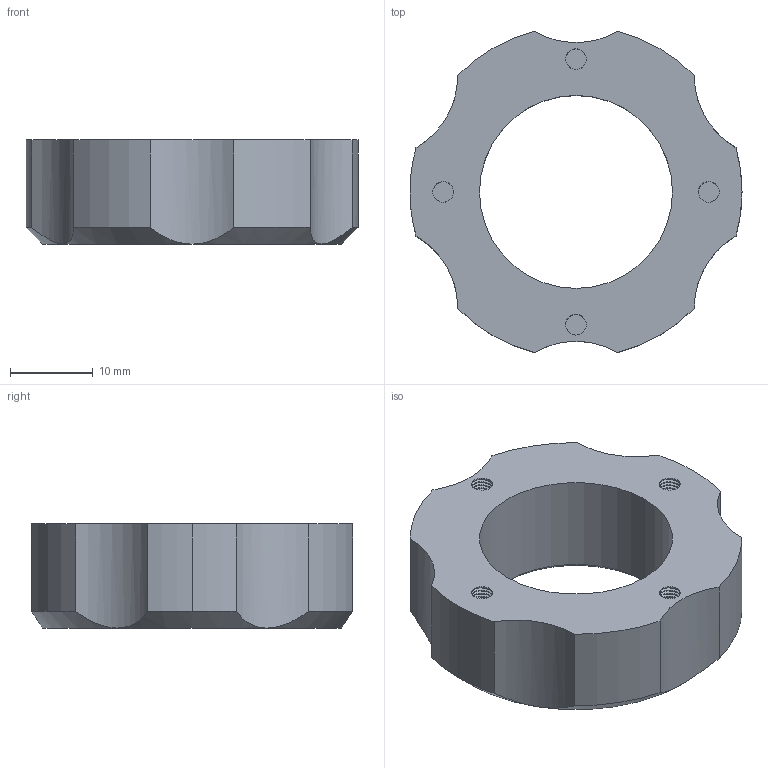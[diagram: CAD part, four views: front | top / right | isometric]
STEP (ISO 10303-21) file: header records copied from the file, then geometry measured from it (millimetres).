
FILE_DESCRIPTION (( 'STEP AP214' ), '1' );
FILE_NAME ('C Mount 1.STEP', '2019-08-31T09:10:13', ( '' ), ( '' ), 'SwSTEP 2.0', 'SolidWorks 2017', '' );
FILE_SCHEMA (( 'AUTOMOTIVE_DESIGN' ));
Length unit declared in the file: millimetre
Products named in the file (1): C Mount 1
Bounding box: 40 x 38.71 x 12.55 mm (x, y, z)
Volume: 9036.8 mm3; surface area: 4460.1 mm2
Topology: 1 solids, 1 shells, 236 faces, 658 edges, 428 vertices
Faces by surface type: cylinder 197, bspline 16, plane 14, cone 9
Entity records: 19338 total; most frequent: CARTESIAN_POINT 14453, ORIENTED_EDGE 1316, DIRECTION 746, EDGE_CURVE 658, VERTEX_POINT 428, AXIS2_PLACEMENT_3D 273, EDGE_LOOP 242, FACE_OUTER_BOUND 236
